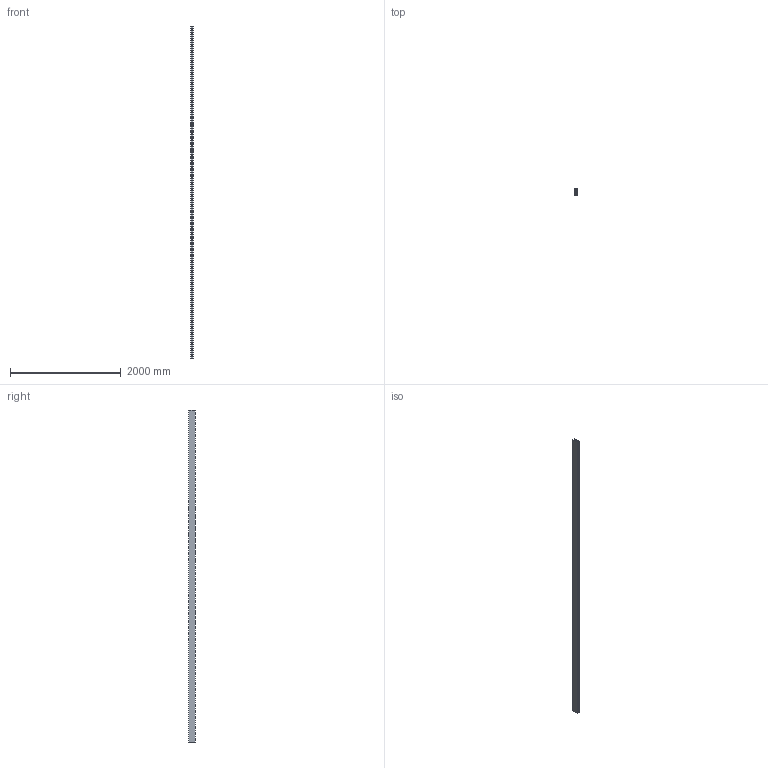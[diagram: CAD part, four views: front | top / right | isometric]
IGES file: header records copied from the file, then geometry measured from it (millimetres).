
Start section: SolidWorks IGES file using analytic representation for surfaces
Global section: file name: 80200-ALU.IGS; native system: SolidWorks 2015; preprocessor: SolidWorks 2015; author: Christian; date: 181119.115231; units: millimetre
Bounding box: 47 x 125 x 6000 mm (x, y, z)
Surface area: 3372938.2 mm2 (no closed solid volume)
Topology: 0 solids, 0 shells, 667 faces, 11055 edges, 11055 vertices
Faces by surface type: revolution 371, bspline 296
